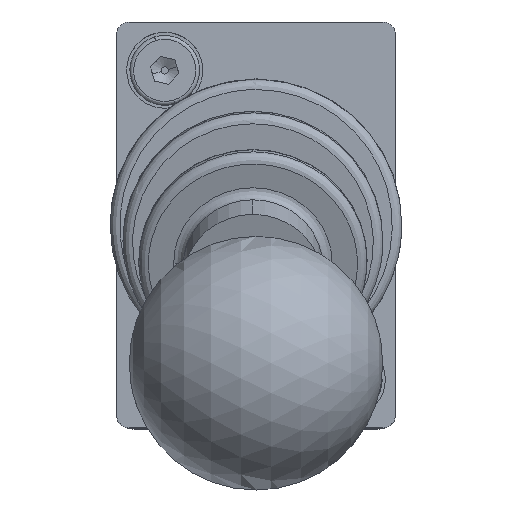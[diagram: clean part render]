
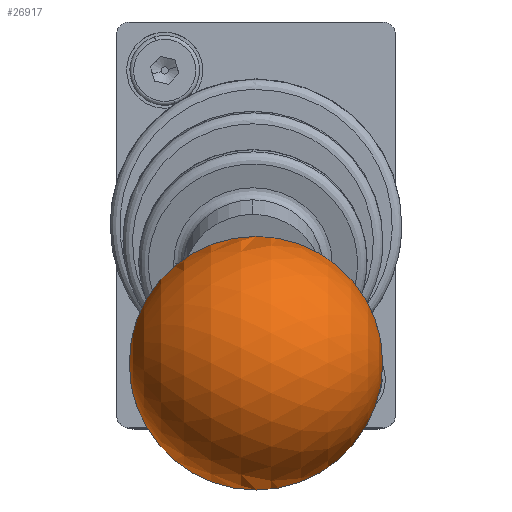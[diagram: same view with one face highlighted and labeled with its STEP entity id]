
A CAD part, top view. The second image highlights one B-rep face of the part: STEP entity #26917.
In plain terms, the highlighted spherical face has radius 10 mm.
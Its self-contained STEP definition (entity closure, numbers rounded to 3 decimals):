
#26901=CARTESIAN_POINT('',(0.0,0.0,0.0));
#26902=DIRECTION('',(0.0,0.0,1.0));
#26903=DIRECTION('',(1.0,0.0,0.0));
#26904=AXIS2_PLACEMENT_3D('',#26901,#26902,#26903);
#26905=SPHERICAL_SURFACE('',#26904,10.);
#26906=CARTESIAN_POINT('',(0.0,0.0,-10.));
#26907=VERTEX_POINT('',#26906);
#26908=CARTESIAN_POINT('',(0.0,0.0,0.0));
#26909=DIRECTION('',(0.0,-1.0,0.0));
#26910=DIRECTION('',(0.0,0.0,1.0));
#26911=AXIS2_PLACEMENT_3D('',#26908,#26909,#26910);
#26912=CIRCLE('',#26911,10.);
#26913=EDGE_CURVE('',#26907,#26907,#26912,.T.);
#26914=ORIENTED_EDGE('',*,*,#26913,.F.);
#26915=EDGE_LOOP('',(#26914));
#26916=FACE_OUTER_BOUND('',#26915,.T.);
#26917=ADVANCED_FACE('',(#26916),#26905,.T.);
